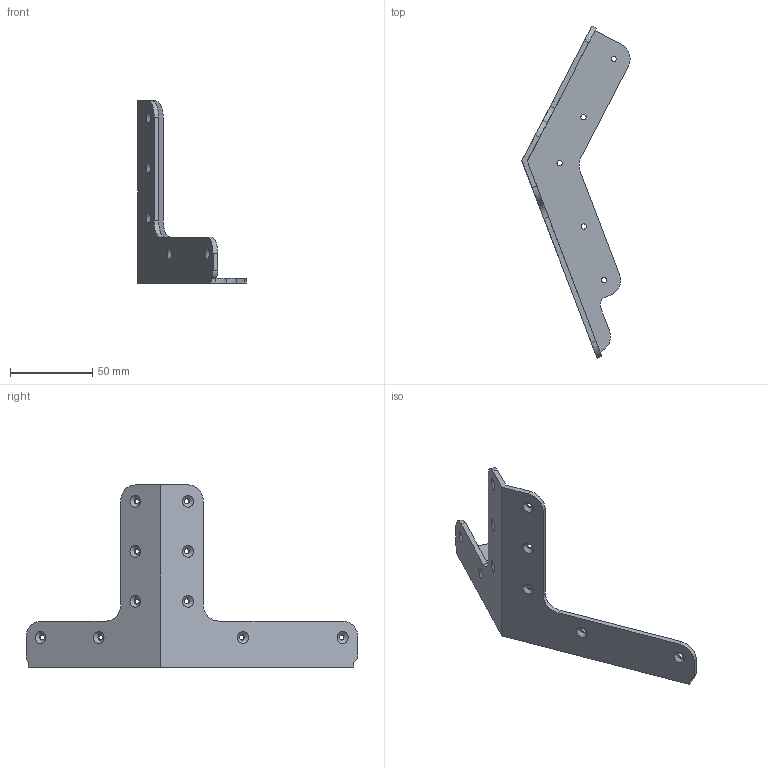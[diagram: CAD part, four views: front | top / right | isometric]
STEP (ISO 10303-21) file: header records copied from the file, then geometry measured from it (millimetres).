
FILE_DESCRIPTION(('STEP AP203'), '1');
FILE_NAME('Corner_back_side', '', ('UNSPECIFIED'), ('UNSPECIFIED'), 'C3D Converter', 'C3D Toolkit', '');
FILE_SCHEMA(('CONFIG_CONTROL_DESIGN'));
Length unit declared in the file: millimetre
Bounding box: 65.94 x 202.37 x 111 mm (x, y, z)
Volume: 46083.5 mm3; surface area: 33306.2 mm2
Topology: 1 solids, 1 shells, 62 faces, 162 edges, 102 vertices
Faces by surface type: cylinder 28, plane 19, cone 15
Full cylindrical faces by diameter (mm): 3.2 x15
Entity records: 2354 total; most frequent: DIRECTION 329, CARTESIAN_POINT 297, ORIENTED_EDGE 264, AXIS2_PLACEMENT_3D 134, EDGE_CURVE 132, EDGE_LOOP 122, VERTEX_POINT 102, CIRCLE 71
